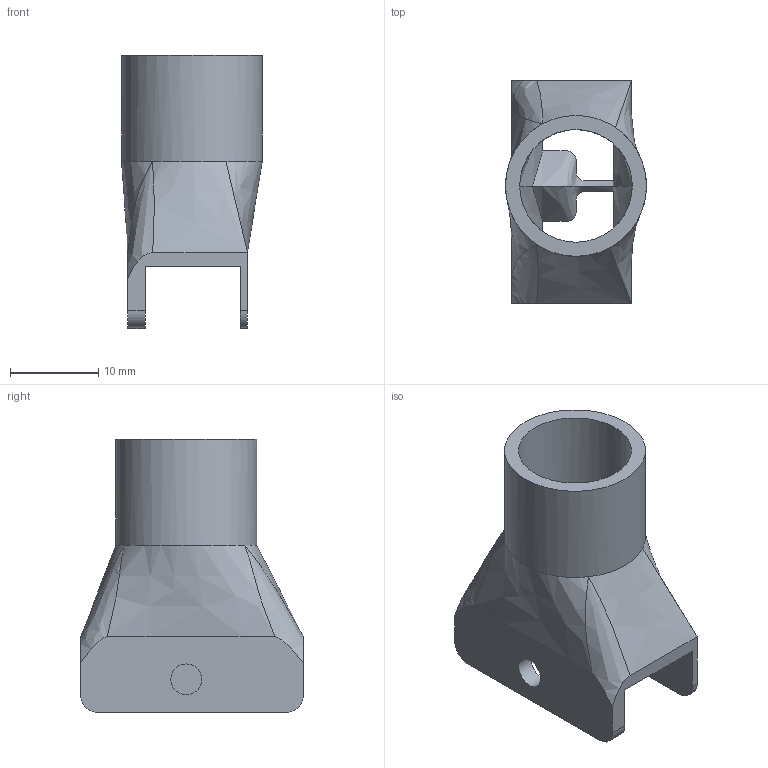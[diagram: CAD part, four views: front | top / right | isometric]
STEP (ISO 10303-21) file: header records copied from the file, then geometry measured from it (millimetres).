
FILE_DESCRIPTION(/* description */ (''),/* implementation_level */ '2;1');
FILE_NAME(/* name */ 'intake.step',/* time_stamp */ '2022-07-17T00:39:43+08:00',/* author */ (''),/* organization */ (''),/* preprocessor_version */ 'ST-DEVELOPER v19',/* originating_system */ 'Autodesk Translation Framework v11.7.0.108',/* authorisation */ '');
FILE_SCHEMA (('AUTOMOTIVE_DESIGN { 1 0 10303 214 3 1 1 }'));
Length unit declared in the file: millimetre
Products named in the file (1): intake
Bounding box: 16 x 25.3 x 31 mm (x, y, z)
Volume: 2906.4 mm3; surface area: 3595.1 mm2
Topology: 1 solids, 1 shells, 49 faces, 151 edges, 99 vertices
Faces by surface type: plane 22, bspline 16, cylinder 11
Full cylindrical faces by diameter (mm): 3.5 x1, 12.8 x1, 16 x1
Entity records: 2404 total; most frequent: CARTESIAN_POINT 1111, ORIENTED_EDGE 294, DIRECTION 213, EDGE_CURVE 147, VERTEX_POINT 99, LINE 87, VECTOR 87, AXIS2_PLACEMENT_3D 63
